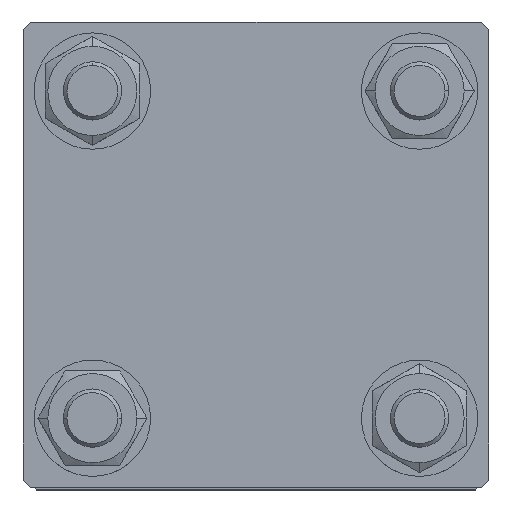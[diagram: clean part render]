
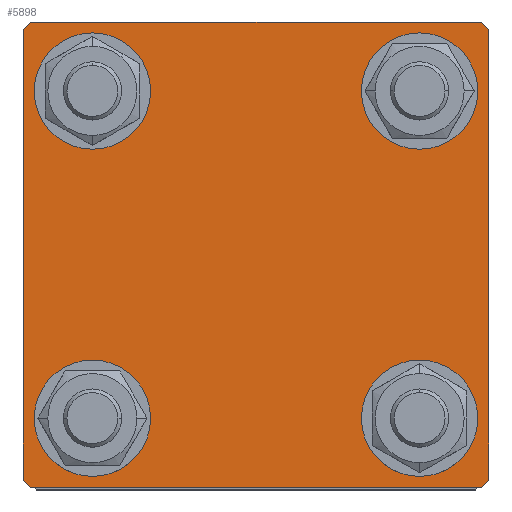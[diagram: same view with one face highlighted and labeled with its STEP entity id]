
A CAD part, top view. The second image highlights one B-rep face of the part: STEP entity #5898.
In plain terms, the highlighted planar face has unit normal (0, 0, 1).
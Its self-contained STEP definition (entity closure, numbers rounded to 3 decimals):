
#124 = CARTESIAN_POINT ( 'NONE',  ( 0., 0., 15. ) ) ;
#125 = DIRECTION ( 'NONE',  ( 0., 0., -1. ) ) ;
#128 = PLANE ( 'NONE',  #4145 ) ;
#131 = DIRECTION ( 'NONE',  ( -1., 0., 0. ) ) ;
#1002 = DIRECTION ( 'NONE',  ( 1., 0., 0. ) ) ;
#1018 = CARTESIAN_POINT ( 'NONE',  ( -32., -32., 15. ) ) ;
#1022 = CARTESIAN_POINT ( 'NONE',  ( -22.5, 22.5, 15. ) ) ;
#1023 = DIRECTION ( 'NONE',  ( 0., 0., -1. ) ) ;
#1024 = DIRECTION ( 'NONE',  ( -1., 0., 0. ) ) ;
#1025 = CARTESIAN_POINT ( 'NONE',  ( -22.5, -22.5, 15. ) ) ;
#1026 = DIRECTION ( 'NONE',  ( 0., 0., -1. ) ) ;
#1027 = DIRECTION ( 'NONE',  ( -1., 0., 0. ) ) ;
#1029 = CARTESIAN_POINT ( 'NONE',  ( 22.5, -22.5, 15. ) ) ;
#1030 = DIRECTION ( 'NONE',  ( 0., 0., -1. ) ) ;
#1031 = DIRECTION ( 'NONE',  ( -1., 0., 0. ) ) ;
#1032 = CARTESIAN_POINT ( 'NONE',  ( -32., -32., 15. ) ) ;
#1038 = CARTESIAN_POINT ( 'NONE',  ( 22.5, 22.5, 15. ) ) ;
#1039 = DIRECTION ( 'NONE',  ( 0., 0., -1. ) ) ;
#1040 = DIRECTION ( 'NONE',  ( -1., 0., 0. ) ) ;
#1051 = CARTESIAN_POINT ( 'NONE',  ( -32., 32., 15. ) ) ;
#1052 = DIRECTION ( 'NONE',  ( -1., 0., 0. ) ) ;
#1055 = DIRECTION ( 'NONE',  ( 0., -1., 0. ) ) ;
#1349 = DIRECTION ( 'NONE',  ( -0.707, -0.707, 0. ) ) ;
#1351 = CARTESIAN_POINT ( 'NONE',  ( 31., 32., 15. ) ) ;
#1352 = CARTESIAN_POINT ( 'NONE',  ( -32., 31., 15. ) ) ;
#1356 = DIRECTION ( 'NONE',  ( 0.707, 0.707, 0. ) ) ;
#1357 = DIRECTION ( 'NONE',  ( -0.707, 0.707, 0. ) ) ;
#1358 = CARTESIAN_POINT ( 'NONE',  ( -31., -32., 15. ) ) ;
#1359 = DIRECTION ( 'NONE',  ( 0.707, -0.707, 0. ) ) ;
#1360 = CARTESIAN_POINT ( 'NONE',  ( 32., -31., 15. ) ) ;
#1483 = CARTESIAN_POINT ( 'NONE',  ( 32., 31., 15. ) ) ;
#1485 = CARTESIAN_POINT ( 'NONE',  ( -32., -31., 15. ) ) ;
#1486 = CARTESIAN_POINT ( 'NONE',  ( 31., 32., 15. ) ) ;
#1487 = CARTESIAN_POINT ( 'NONE',  ( -31., 32., 15. ) ) ;
#1489 = CARTESIAN_POINT ( 'NONE',  ( 31., -32., 15. ) ) ;
#1490 = CARTESIAN_POINT ( 'NONE',  ( -32., 31., 15. ) ) ;
#1492 = CARTESIAN_POINT ( 'NONE',  ( -31., -32., 15. ) ) ;
#1532 = CARTESIAN_POINT ( 'NONE',  ( 27., 22.5, 15. ) ) ;
#1615 = CARTESIAN_POINT ( 'NONE',  ( 18., -22.5, 15. ) ) ;
#1616 = CARTESIAN_POINT ( 'NONE',  ( 18., 22.5, 15. ) ) ;
#1629 = CARTESIAN_POINT ( 'NONE',  ( 32., -31., 15. ) ) ;
#2175 = LINE ( 'NONE', #1352, #2181 ) ;
#2179 = LINE ( 'NONE', #1351, #2183 ) ;
#2180 = LINE ( 'NONE', #1360, #2188 ) ;
#2181 = VECTOR ( 'NONE', #1349, 1000. ) ;
#2182 = LINE ( 'NONE', #1358, #2185 ) ;
#2183 = VECTOR ( 'NONE', #1357, 1000. ) ;
#2185 = VECTOR ( 'NONE', #1359, 1000. ) ;
#2188 = VECTOR ( 'NONE', #1356, 1000. ) ;
#2193 = LINE ( 'NONE', #1018, #2196 ) ;
#2194 = CIRCLE ( 'NONE', #4013, 4.5 ) ;
#2195 = CIRCLE ( 'NONE', #4012, 4.5 ) ;
#2196 = VECTOR ( 'NONE', #1002, 1000. ) ;
#2197 = CIRCLE ( 'NONE', #4014, 4.5 ) ;
#2200 = CIRCLE ( 'NONE', #4016, 4.5 ) ;
#2206 = LINE ( 'NONE', #1032, #2215 ) ;
#2208 = LINE ( 'NONE', #1051, #2211 ) ;
#2211 = VECTOR ( 'NONE', #1052, 1000. ) ;
#2214 = LINE ( 'NONE', #3197, #2217 ) ;
#2215 = VECTOR ( 'NONE', #1055, 1000. ) ;
#2217 = VECTOR ( 'NONE', #3198, 1000. ) ;
#2321 = CIRCLE ( 'NONE', #4054, 4.5 ) ;
#2327 = CIRCLE ( 'NONE', #4056, 4.5 ) ;
#2333 = CIRCLE ( 'NONE', #4058, 4.5 ) ;
#2339 = CIRCLE ( 'NONE', #4060, 4.5 ) ;
#2497 = FACE_BOUND ( 'NONE', #5820, .T. ) ;
#2498 = FACE_BOUND ( 'NONE', #5790, .T. ) ;
#2500 = FACE_BOUND ( 'NONE', #5818, .T. ) ;
#2501 = FACE_OUTER_BOUND ( 'NONE', #5844, .T. ) ;
#2502 = FACE_BOUND ( 'NONE', #5839, .T. ) ;
#3063 = EDGE_CURVE ( 'NONE', #6897, #6900, #2175, .T. ) ;
#3064 = EDGE_CURVE ( 'NONE', #6893, #6896, #2179, .T. ) ;
#3065 = EDGE_CURVE ( 'NONE', #6895, #6902, #2182, .T. ) ;
#3067 = EDGE_CURVE ( 'NONE', #6899, #7190, #2180, .T. ) ;
#3074 = EDGE_CURVE ( 'NONE', #6902, #6899, #2193, .T. ) ;
#3075 = EDGE_CURVE ( 'NONE', #7242, #7239, #2195, .T. ) ;
#3076 = EDGE_CURVE ( 'NONE', #7244, #7243, #2194, .T. ) ;
#3077 = EDGE_CURVE ( 'NONE', #7176, #7247, #2197, .T. ) ;
#3080 = EDGE_CURVE ( 'NONE', #7177, #6942, #2200, .T. ) ;
#3085 = EDGE_CURVE ( 'NONE', #6896, #6897, #2208, .T. ) ;
#3087 = EDGE_CURVE ( 'NONE', #6900, #6895, #2206, .T. ) ;
#3088 = EDGE_CURVE ( 'NONE', #7190, #6893, #2214, .T. ) ;
#3165 = EDGE_CURVE ( 'NONE', #6942, #7177, #2321, .T. ) ;
#3169 = EDGE_CURVE ( 'NONE', #7247, #7176, #2327, .T. ) ;
#3173 = EDGE_CURVE ( 'NONE', #7243, #7244, #2333, .T. ) ;
#3177 = EDGE_CURVE ( 'NONE', #7239, #7242, #2339, .T. ) ;
#3197 = CARTESIAN_POINT ( 'NONE',  ( 32., -32., 15. ) ) ;
#3198 = DIRECTION ( 'NONE',  ( 0., 1., 0. ) ) ;
#3487 = CARTESIAN_POINT ( 'NONE',  ( -18., 22.5, 15. ) ) ;
#3490 = CARTESIAN_POINT ( 'NONE',  ( -27., 22.5, 15. ) ) ;
#3491 = CARTESIAN_POINT ( 'NONE',  ( -18., -22.5, 15. ) ) ;
#3492 = CARTESIAN_POINT ( 'NONE',  ( -27., -22.5, 15. ) ) ;
#3495 = CARTESIAN_POINT ( 'NONE',  ( 27., -22.5, 15. ) ) ;
#4012 = AXIS2_PLACEMENT_3D ( 'NONE', #1022, #1023, #1024 ) ;
#4013 = AXIS2_PLACEMENT_3D ( 'NONE', #1025, #1026, #1027 ) ;
#4014 = AXIS2_PLACEMENT_3D ( 'NONE', #1029, #1030, #1031 ) ;
#4016 = AXIS2_PLACEMENT_3D ( 'NONE', #1038, #1039, #1040 ) ;
#4054 = AXIS2_PLACEMENT_3D ( 'NONE', #4907, #4909, #4911 ) ;
#4056 = AXIS2_PLACEMENT_3D ( 'NONE', #4931, #4933, #4935 ) ;
#4058 = AXIS2_PLACEMENT_3D ( 'NONE', #4955, #4957, #4958 ) ;
#4060 = AXIS2_PLACEMENT_3D ( 'NONE', #7397, #7398, #7399 ) ;
#4145 = AXIS2_PLACEMENT_3D ( 'NONE', #124, #125, #131 ) ;
#4549 = ORIENTED_EDGE ( 'NONE', *, *, #3087, .T. ) ;
#4552 = ORIENTED_EDGE ( 'NONE', *, *, #3085, .T. ) ;
#4553 = ORIENTED_EDGE ( 'NONE', *, *, #3064, .T. ) ;
#4579 = ORIENTED_EDGE ( 'NONE', *, *, #3173, .T. ) ;
#4584 = ORIENTED_EDGE ( 'NONE', *, *, #3067, .T. ) ;
#4590 = ORIENTED_EDGE ( 'NONE', *, *, #3077, .T. ) ;
#4612 = ORIENTED_EDGE ( 'NONE', *, *, #3169, .T. ) ;
#4634 = ORIENTED_EDGE ( 'NONE', *, *, #3177, .T. ) ;
#4636 = ORIENTED_EDGE ( 'NONE', *, *, #3076, .T. ) ;
#4670 = ORIENTED_EDGE ( 'NONE', *, *, #3074, .T. ) ;
#4686 = ORIENTED_EDGE ( 'NONE', *, *, #3065, .T. ) ;
#4702 = ORIENTED_EDGE ( 'NONE', *, *, #3063, .T. ) ;
#4715 = ORIENTED_EDGE ( 'NONE', *, *, #3075, .T. ) ;
#4734 = ORIENTED_EDGE ( 'NONE', *, *, #3080, .T. ) ;
#4738 = ORIENTED_EDGE ( 'NONE', *, *, #3165, .T. ) ;
#4741 = ORIENTED_EDGE ( 'NONE', *, *, #3088, .T. ) ;
#4907 = CARTESIAN_POINT ( 'NONE',  ( 22.5, 22.5, 15. ) ) ;
#4909 = DIRECTION ( 'NONE',  ( 0., 0., -1. ) ) ;
#4911 = DIRECTION ( 'NONE',  ( -1., 0., 0. ) ) ;
#4931 = CARTESIAN_POINT ( 'NONE',  ( 22.5, -22.5, 15. ) ) ;
#4933 = DIRECTION ( 'NONE',  ( 0., 0., -1. ) ) ;
#4935 = DIRECTION ( 'NONE',  ( -1., 0., 0. ) ) ;
#4955 = CARTESIAN_POINT ( 'NONE',  ( -22.5, -22.5, 15. ) ) ;
#4957 = DIRECTION ( 'NONE',  ( 0., 0., -1. ) ) ;
#4958 = DIRECTION ( 'NONE',  ( -1., 0., 0. ) ) ;
#5790 = EDGE_LOOP ( 'NONE', ( #4734, #4738 ) ) ;
#5818 = EDGE_LOOP ( 'NONE', ( #4715, #4634 ) ) ;
#5820 = EDGE_LOOP ( 'NONE', ( #4636, #4579 ) ) ;
#5839 = EDGE_LOOP ( 'NONE', ( #4590, #4612 ) ) ;
#5844 = EDGE_LOOP ( 'NONE', ( #4741, #4553, #4552, #4702, #4549, #4686, #4670, #4584 ) ) ;
#5898 = ADVANCED_FACE ( 'NONE', ( #2500, #2497, #2502, #2498, #2501 ), #128, .F. ) ;
#6893 = VERTEX_POINT ( 'NONE', #1483 ) ;
#6895 = VERTEX_POINT ( 'NONE', #1485 ) ;
#6896 = VERTEX_POINT ( 'NONE', #1486 ) ;
#6897 = VERTEX_POINT ( 'NONE', #1487 ) ;
#6899 = VERTEX_POINT ( 'NONE', #1489 ) ;
#6900 = VERTEX_POINT ( 'NONE', #1490 ) ;
#6902 = VERTEX_POINT ( 'NONE', #1492 ) ;
#6942 = VERTEX_POINT ( 'NONE', #1532 ) ;
#7176 = VERTEX_POINT ( 'NONE', #1615 ) ;
#7177 = VERTEX_POINT ( 'NONE', #1616 ) ;
#7190 = VERTEX_POINT ( 'NONE', #1629 ) ;
#7239 = VERTEX_POINT ( 'NONE', #3487 ) ;
#7242 = VERTEX_POINT ( 'NONE', #3490 ) ;
#7243 = VERTEX_POINT ( 'NONE', #3491 ) ;
#7244 = VERTEX_POINT ( 'NONE', #3492 ) ;
#7247 = VERTEX_POINT ( 'NONE', #3495 ) ;
#7397 = CARTESIAN_POINT ( 'NONE',  ( -22.5, 22.5, 15. ) ) ;
#7398 = DIRECTION ( 'NONE',  ( 0., 0., -1. ) ) ;
#7399 = DIRECTION ( 'NONE',  ( -1., 0., 0. ) ) ;
